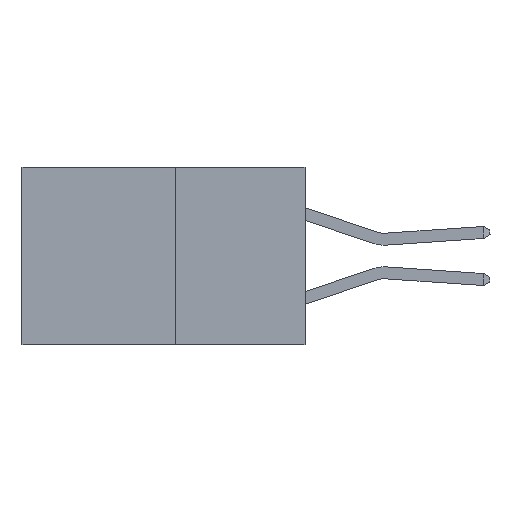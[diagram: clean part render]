
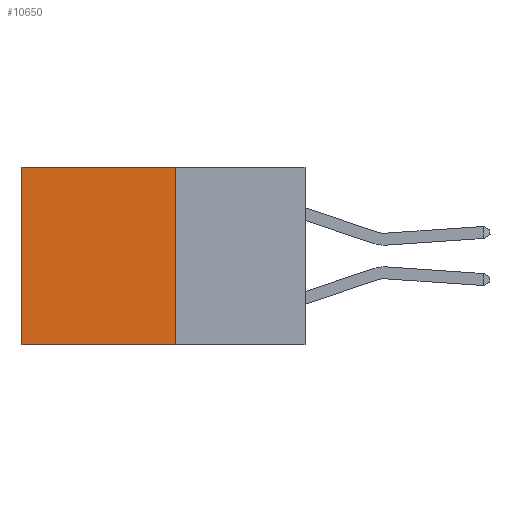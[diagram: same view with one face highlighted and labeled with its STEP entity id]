
A CAD part, left-side view. The second image highlights one B-rep face of the part: STEP entity #10650.
In plain terms, the highlighted planar face has unit normal (-1, 0, 0).
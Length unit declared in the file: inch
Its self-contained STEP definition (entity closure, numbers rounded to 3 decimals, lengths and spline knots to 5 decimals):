
#1317 = AXIS2_PLACEMENT_3D ( 'NONE', #25134, #19286, #7540 ) ;
#1400 = VECTOR ( 'NONE', #9982, 39.37008 ) ;
#2283 = CARTESIAN_POINT ( 'NONE',  ( 0.277, 0.27, 0. ) ) ;
#2471 = LINE ( 'NONE', #15457, #6546 ) ;
#3566 = CARTESIAN_POINT ( 'NONE',  ( 0.277, 0.59, -0.37 ) ) ;
#3674 = DIRECTION ( 'NONE',  ( 0., 1., 0. ) ) ;
#5569 = PLANE ( 'NONE',  #1317 ) ;
#5899 = VECTOR ( 'NONE', #17180, 39.37008 ) ;
#6287 = CARTESIAN_POINT ( 'NONE',  ( 0.277, 0.59, 0. ) ) ;
#6445 = EDGE_CURVE ( 'NONE', #7020, #8592, #6784, .T. ) ;
#6543 = LINE ( 'NONE', #13283, #5899 ) ;
#6546 = VECTOR ( 'NONE', #3674, 39.37008 ) ;
#6784 = LINE ( 'NONE', #15671, #21173 ) ;
#7020 = VERTEX_POINT ( 'NONE', #7104 ) ;
#7104 = CARTESIAN_POINT ( 'NONE',  ( 0.277, 0.27, -0.37 ) ) ;
#7540 = DIRECTION ( 'NONE',  ( 0., 0., -1. ) ) ;
#7719 = ORIENTED_EDGE ( 'NONE', *, *, #23033, .F. ) ;
#7997 = CARTESIAN_POINT ( 'NONE',  ( 0.277, 0.27, -0.37 ) ) ;
#8592 = VERTEX_POINT ( 'NONE', #3566 ) ;
#9982 = DIRECTION ( 'NONE',  ( 0., 0., -1. ) ) ;
#10650 = ADVANCED_FACE ( 'NONE', ( #21866 ), #5569, .F. ) ;
#13283 = CARTESIAN_POINT ( 'NONE',  ( 0.277, 0.59, -0.37 ) ) ;
#15457 = CARTESIAN_POINT ( 'NONE',  ( 0.277, 0.27, 0. ) ) ;
#15671 = CARTESIAN_POINT ( 'NONE',  ( 0.277, 0.27, -0.37 ) ) ;
#15679 = DIRECTION ( 'NONE',  ( 0., 1., 0. ) ) ;
#16742 = VERTEX_POINT ( 'NONE', #2283 ) ;
#17175 = LINE ( 'NONE', #7997, #1400 ) ;
#17180 = DIRECTION ( 'NONE',  ( 0., 0., -1. ) ) ;
#19218 = VERTEX_POINT ( 'NONE', #6287 ) ;
#19286 = DIRECTION ( 'NONE',  ( 1., 0., 0. ) ) ;
#20688 = ORIENTED_EDGE ( 'NONE', *, *, #20767, .T. ) ;
#20767 = EDGE_CURVE ( 'NONE', #19218, #8592, #6543, .T. ) ;
#21173 = VECTOR ( 'NONE', #15679, 39.37008 ) ;
#21434 = EDGE_CURVE ( 'NONE', #16742, #19218, #2471, .T. ) ;
#21866 = FACE_OUTER_BOUND ( 'NONE', #22050, .T. ) ;
#22050 = EDGE_LOOP ( 'NONE', ( #20688, #23895, #7719, #23612 ) ) ;
#23033 = EDGE_CURVE ( 'NONE', #16742, #7020, #17175, .T. ) ;
#23612 = ORIENTED_EDGE ( 'NONE', *, *, #21434, .T. ) ;
#23895 = ORIENTED_EDGE ( 'NONE', *, *, #6445, .F. ) ;
#25134 = CARTESIAN_POINT ( 'NONE',  ( 0.277, 0.27, -0.37 ) ) ;
